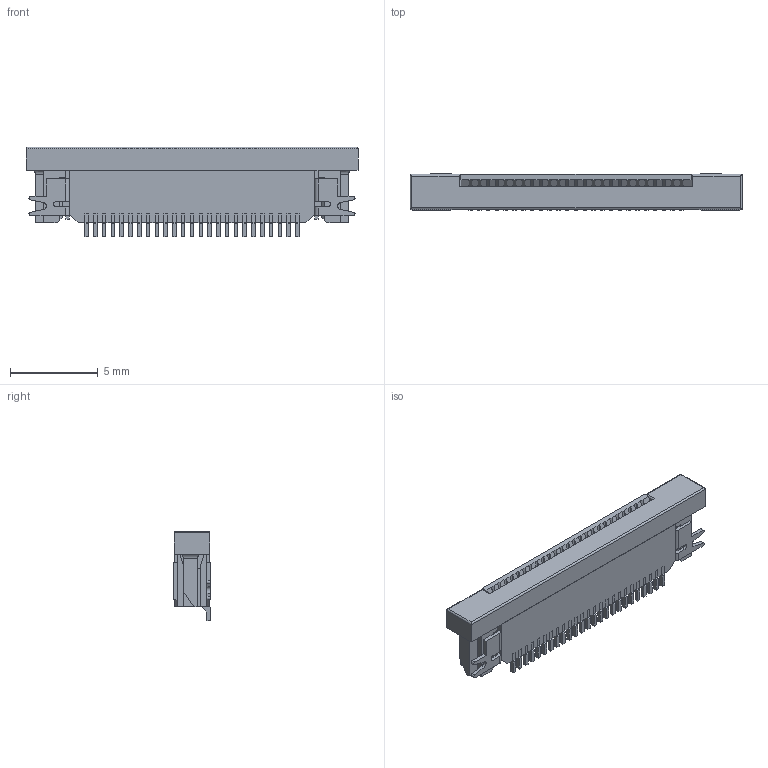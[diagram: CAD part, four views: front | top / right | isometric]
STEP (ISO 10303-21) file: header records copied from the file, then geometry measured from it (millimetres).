
FILE_DESCRIPTION( ( 'Unknown' ), '1' );
FILE_NAME( '68712514022.stp', 'Unknown', ( 'Unknown' ), ( 'Unknown' ), 'PSStep 14.0', 'Unknown', ' ' );
FILE_SCHEMA( ( 'AUTOMOTIVE_DESIGN { 1 0 10303 214 1 1 1 1 }' ) );
Length unit declared in the file: millimetre
Products named in the file (6): Assem1; 6871xx14022_PIN; 6871xx14022_Patte; 6871xx14022_Patte_2; 68712514022; 68712514022_CAP
Assembly tree (29 placements, depth 2):
  Assem1
    6871xx14022_PIN  x25
    6871xx14022_Patte
    6871xx14022_Patte_2
    68712514022
    68712514022_CAP
Bounding box: 18.9 x 2.1 x 5.1 mm (x, y, z)
Volume: 128.9 mm3; surface area: 835 mm2
Topology: 29 solids, 29 shells, 1193 faces, 3581 edges, 2348 vertices
Faces by surface type: plane 1152, cylinder 41
Entity records: 27811 total; most frequent: ORIENTED_EDGE 4138, CARTESIAN_POINT 4080, DIRECTION 3481, EDGE_CURVE 2069, LINE 1999, VECTOR 1999, VERTEX_POINT 1340, AXIS2_PLACEMENT_3D 741
